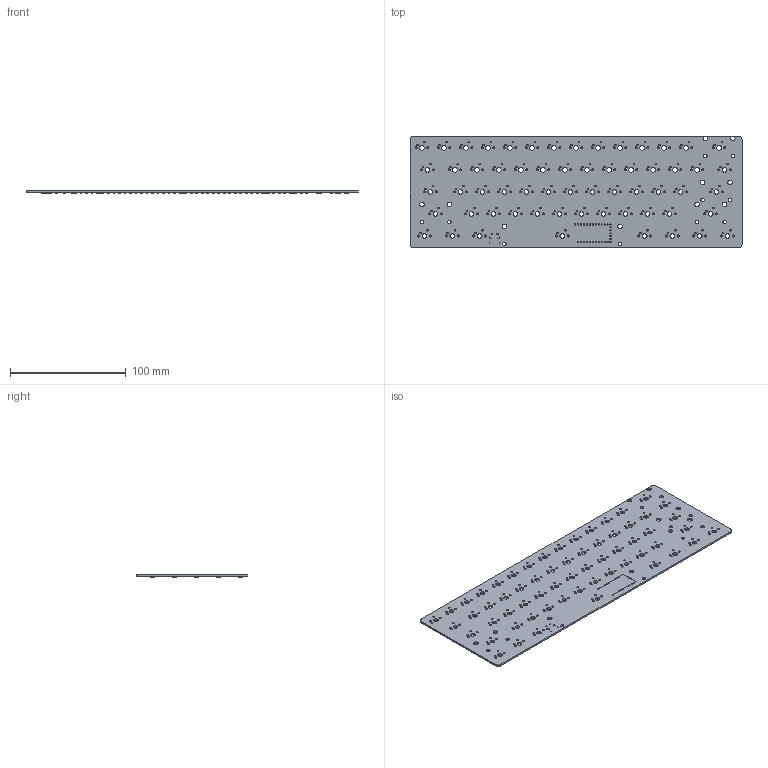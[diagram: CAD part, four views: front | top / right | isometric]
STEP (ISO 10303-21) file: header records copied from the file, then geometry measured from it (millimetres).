
FILE_DESCRIPTION(('KiCad electronic assembly'),'2;1');
FILE_NAME('pcb.step','2025-06-22T01:17:11',('Pcbnew'),('Kicad'), 'Open CASCADE STEP processor 7.8','KiCad to STEP converter','Unknown' );
FILE_SCHEMA(('AUTOMOTIVE_DESIGN { 1 0 10303 214 1 1 1 1 }'));
Length unit declared in the file: millimetre
Products named in the file (4): pcb 1; R_0402_1005Metric; D_SOD-123; pcb_PCB
Assembly tree (64 placements, depth 2):
  pcb 1
    R_0402_1005Metric  x2
    D_SOD-123  x61
    pcb_PCB
Bounding box: 287.34 x 96.84 x 3.28 mm (x, y, z)
Volume: 40034.1 mm3; surface area: 58577.8 mm2
Topology: 64 solids, 64 shells, 4522 faces, 10795 edges, 6462 vertices
Faces by surface type: plane 2063, bspline 1586, cylinder 873
Full cylindrical faces by diameter (mm): 0.65 x2, 1 x30, 1.524 x122, 1.75 x122, 3.048 x10, 3.988 x71
Entity records: 18589 total; most frequent: DIRECTION 3135, CARTESIAN_POINT 2916, ORIENTED_EDGE 2734, EDGE_CURVE 1367, AXIS2_PLACEMENT_3D 1285, FACE_BOUND 1199, EDGE_LOOP 1199, VERTEX_POINT 898
